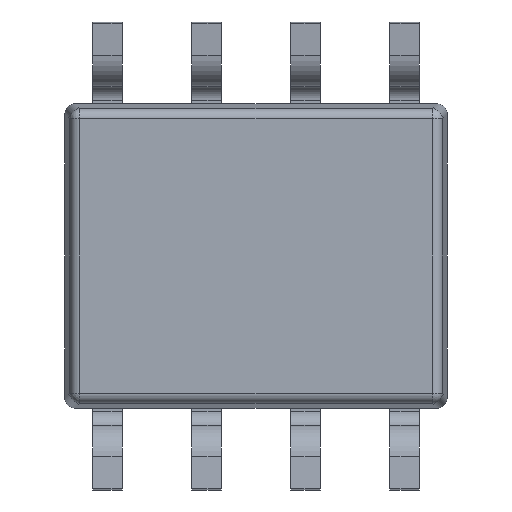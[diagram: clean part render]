
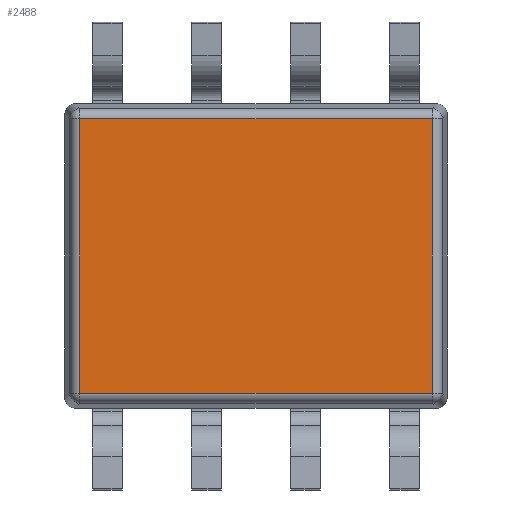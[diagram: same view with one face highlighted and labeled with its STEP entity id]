
A CAD part, front view. The second image highlights one B-rep face of the part: STEP entity #2488.
In plain terms, the highlighted planar face has unit normal (0, -1, 0).
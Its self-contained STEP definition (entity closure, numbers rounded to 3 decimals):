
#1160=DIRECTION('',(1.,0.,0.));
#1161=VECTOR('',#1160,4.522);
#1162=CARTESIAN_POINT('',(-2.261,-0.825,-1.761));
#1163=LINE('',#1162,#1161);
#1174=DIRECTION('',(0.,0.,1.));
#1175=VECTOR('',#1174,3.522);
#1176=CARTESIAN_POINT('',(2.261,-0.825,-1.761));
#1177=LINE('',#1176,#1175);
#1212=DIRECTION('',(-1.,0.,0.));
#1213=VECTOR('',#1212,4.522);
#1214=CARTESIAN_POINT('',(2.261,-0.825,1.761));
#1215=LINE('',#1214,#1213);
#1250=DIRECTION('',(0.,0.,-1.));
#1251=VECTOR('',#1250,3.522);
#1252=CARTESIAN_POINT('',(-2.261,-0.825,1.761));
#1253=LINE('',#1252,#1251);
#1525=CARTESIAN_POINT('',(-2.261,-0.825,1.761));
#1526=CARTESIAN_POINT('',(-2.261,-0.825,-1.761));
#1527=VERTEX_POINT('',#1525);
#1528=VERTEX_POINT('',#1526);
#1529=CARTESIAN_POINT('',(2.261,-0.825,-1.761));
#1530=CARTESIAN_POINT('',(2.261,-0.825,1.761));
#1531=VERTEX_POINT('',#1529);
#1532=VERTEX_POINT('',#1530);
#2474=CARTESIAN_POINT('',(0.,-0.825,0.));
#2475=DIRECTION('',(0.,-1.,0.));
#2476=DIRECTION('',(-1.,0.,0.));
#2477=AXIS2_PLACEMENT_3D('',#2474,#2475,#2476);
#2478=PLANE('',#2477);
#2480=ORIENTED_EDGE('',*,*,#2479,.F.);
#2481=ORIENTED_EDGE('',*,*,#2465,.F.);
#2483=ORIENTED_EDGE('',*,*,#2482,.F.);
#2485=ORIENTED_EDGE('',*,*,#2484,.F.);
#2486=EDGE_LOOP('',(#2480,#2481,#2483,#2485));
#2487=FACE_OUTER_BOUND('',#2486,.F.);
#2488=ADVANCED_FACE('',(#2487),#2478,.T.);
#2465=EDGE_CURVE('',#1528,#1531,#1163,.T.);
#2479=EDGE_CURVE('',#1531,#1532,#1177,.T.);
#2482=EDGE_CURVE('',#1527,#1528,#1253,.T.);
#2484=EDGE_CURVE('',#1532,#1527,#1215,.T.);
